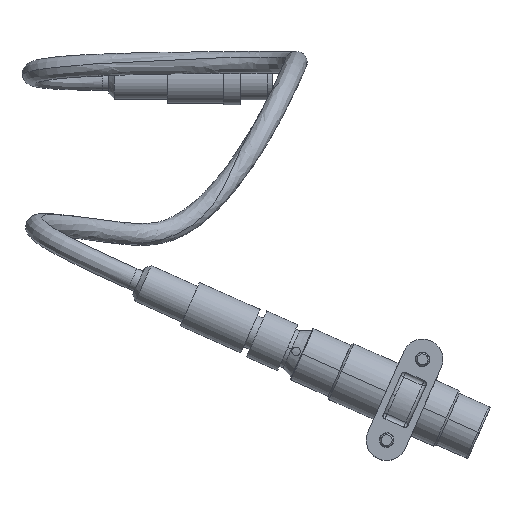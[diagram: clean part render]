
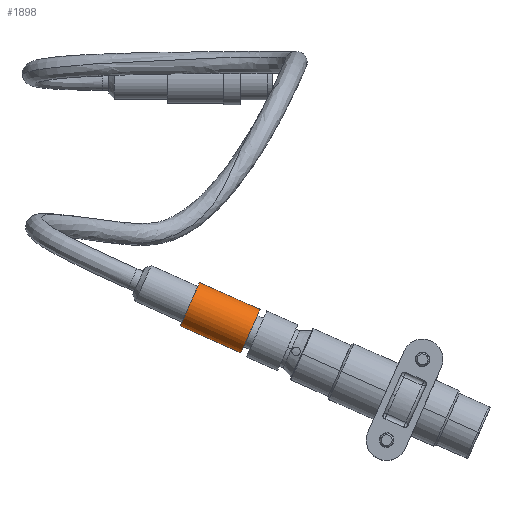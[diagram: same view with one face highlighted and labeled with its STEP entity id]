
A CAD part, top view. The second image highlights one B-rep face of the part: STEP entity #1898.
In plain terms, the highlighted cylindrical face has radius 7 mm (diameter 14 mm), a partial arc.
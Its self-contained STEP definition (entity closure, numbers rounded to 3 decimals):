
#13 = VECTOR ( 'NONE', #5586, 1000. ) ;
#69 = CARTESIAN_POINT ( 'NONE',  ( -97.125, -89.92, 1286.5 ) ) ;
#141 = CARTESIAN_POINT ( 'NONE',  ( -65.501, -96.337, 1286.5 ) ) ;
#219 = CARTESIAN_POINT ( 'NONE',  ( -62.654, -89.942, 1286.5 ) ) ;
#313 = CARTESIAN_POINT ( 'NONE',  ( -94.278, -83.525, 1286.5 ) ) ;
#686 = ORIENTED_EDGE ( 'NONE', *, *, #4126, .T. ) ;
#827 = DIRECTION ( 'NONE',  ( 0.407, 0.914, 0. ) ) ;
#1042 = CARTESIAN_POINT ( 'NONE',  ( -79.311, -97.851, 1286.5 ) ) ;
#1159 = DIRECTION ( 'NONE',  ( 0.407, 0.914, 0. ) ) ;
#1247 = CIRCLE ( 'NONE', #3007, 7. ) ;
#1634 = AXIS2_PLACEMENT_3D ( 'NONE', #1838, #5464, #2361 ) ;
#1652 = FACE_OUTER_BOUND ( 'NONE', #6028, .T. ) ;
#1838 = CARTESIAN_POINT ( 'NONE',  ( -76.464, -91.456, 1286.5 ) ) ;
#1898 = ADVANCED_FACE ( 'NONE', ( #1652 ), #5635, .T. ) ;
#1948 = CARTESIAN_POINT ( 'NONE',  ( -68.348, -102.732, 1286.5 ) ) ;
#2211 = ORIENTED_EDGE ( 'NONE', *, *, #5393, .T. ) ;
#2361 = DIRECTION ( 'NONE',  ( 0.407, 0.914, 0. ) ) ;
#2852 = ORIENTED_EDGE ( 'NONE', *, *, #4082, .F. ) ;
#2891 = ORIENTED_EDGE ( 'NONE', *, *, #5708, .F. ) ;
#3007 = AXIS2_PLACEMENT_3D ( 'NONE', #313, #3929, #827 ) ;
#3826 = LINE ( 'NONE', #1948, #13 ) ;
#3929 = DIRECTION ( 'NONE',  ( 0.914, -0.407, 0. ) ) ;
#3954 = VERTEX_POINT ( 'NONE', #1042 ) ;
#4082 = EDGE_CURVE ( 'NONE', #4886, #3954, #4493, .T. ) ;
#4126 = EDGE_CURVE ( 'NONE', #6747, #4884, #1247, .T. ) ;
#4151 = AXIS2_PLACEMENT_3D ( 'NONE', #141, #6369, #1159 ) ;
#4296 = CARTESIAN_POINT ( 'NONE',  ( -73.617, -85.061, 1286.5 ) ) ;
#4493 = CIRCLE ( 'NONE', #1634, 7. ) ;
#4799 = VECTOR ( 'NONE', #4883, 1000. ) ;
#4883 = DIRECTION ( 'NONE',  ( 0.914, -0.407, 0. ) ) ;
#4884 = VERTEX_POINT ( 'NONE', #69 ) ;
#4886 = VERTEX_POINT ( 'NONE', #4296 ) ;
#5393 = EDGE_CURVE ( 'NONE', #4884, #3954, #3826, .T. ) ;
#5464 = DIRECTION ( 'NONE',  ( 0.914, -0.407, 0. ) ) ;
#5586 = DIRECTION ( 'NONE',  ( 0.914, -0.407, 0. ) ) ;
#5635 = CYLINDRICAL_SURFACE ( 'NONE', #4151, 7. ) ;
#5708 = EDGE_CURVE ( 'NONE', #6747, #4886, #6195, .T. ) ;
#5900 = CARTESIAN_POINT ( 'NONE',  ( -91.431, -77.13, 1286.5 ) ) ;
#6028 = EDGE_LOOP ( 'NONE', ( #686, #2211, #2852, #2891 ) ) ;
#6195 = LINE ( 'NONE', #219, #4799 ) ;
#6369 = DIRECTION ( 'NONE',  ( 0.914, -0.407, 0. ) ) ;
#6747 = VERTEX_POINT ( 'NONE', #5900 ) ;
